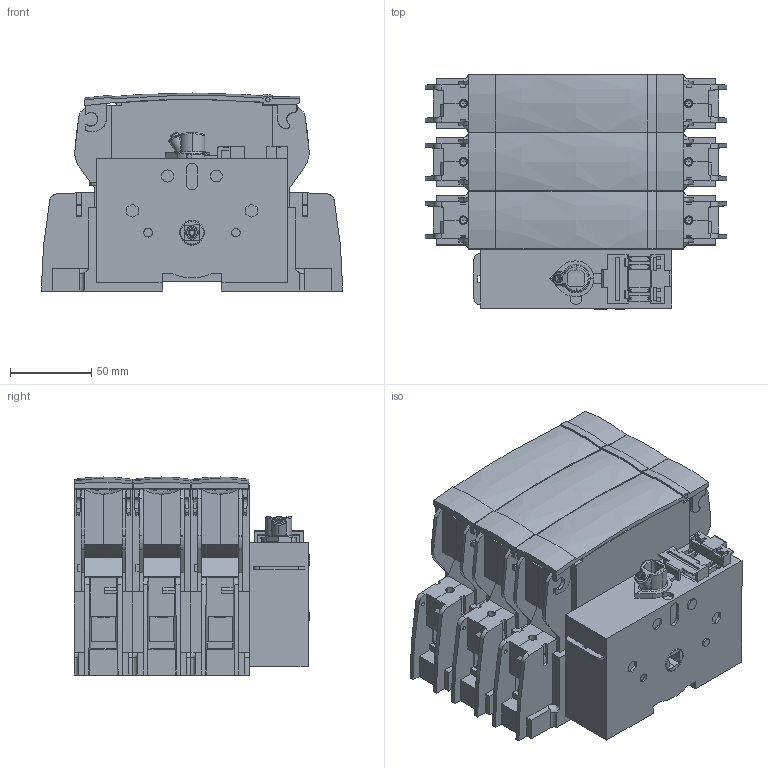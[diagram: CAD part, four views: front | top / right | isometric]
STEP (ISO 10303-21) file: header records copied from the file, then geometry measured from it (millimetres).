
FILE_DESCRIPTION (( 'STEP AP214' ), '1' );
FILE_NAME ('38613010.step', '2016-05-09T12:25:42', ( '' ), ( '' ), 'SwSTEP 2.0', 'SolidWorks 2015', '' );
FILE_SCHEMA (( 'AUTOMOTIVE_DESIGN' ));
Length unit declared in the file: inch
Products named in the file (1): 38613010
Bounding box: 186 x 145.3 x 122.25 mm (x, y, z)
Volume: 2054079.8 mm3; surface area: 276001.7 mm2
Topology: 7 solids, 9 shells, 1776 faces, 4907 edges, 3227 vertices
Faces by surface type: plane 1009, cylinder 310, bspline 240, cone 217
Entity records: 101251 total; most frequent: CARTESIAN_POINT 58690, ORIENTED_EDGE 9814, DIRECTION 7429, EDGE_CURVE 4907, VERTEX_POINT 3227, LINE 2873, VECTOR 2873, AXIS2_PLACEMENT_3D 2278
